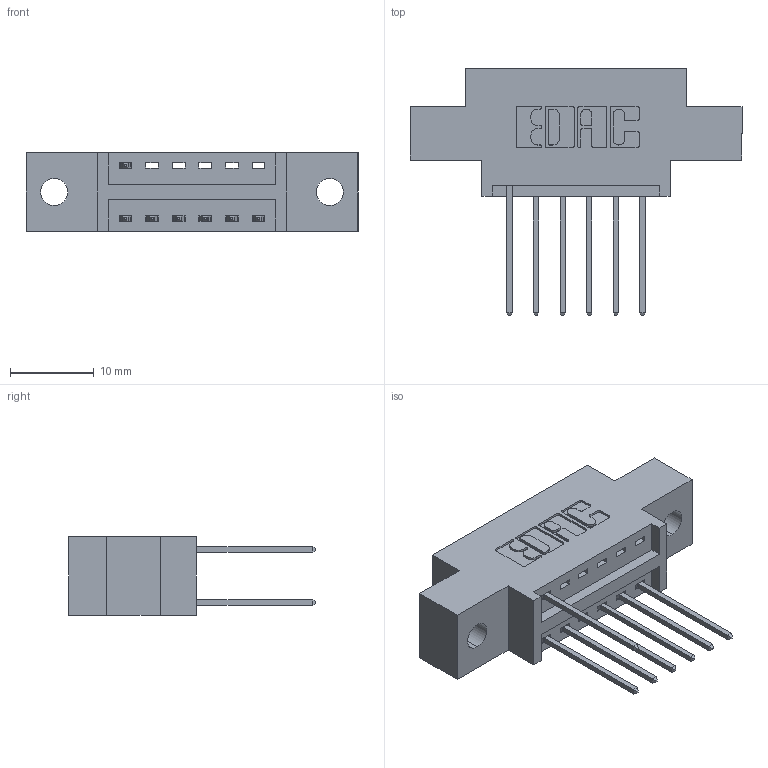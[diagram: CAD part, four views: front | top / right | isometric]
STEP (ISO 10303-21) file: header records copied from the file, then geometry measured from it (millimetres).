
FILE_DESCRIPTION (( 'STEP AP203' ), '1' );
FILE_NAME ('346-012-540-802.STEP', '2018-08-19T22:33:03', ( '' ), ( '' ), 'SwSTEP 2.0', 'SolidWorks 2016', '' );
FILE_SCHEMA (( 'CONFIG_CONTROL_DESIGN' ));
Length unit declared in the file: inch
Products named in the file (3): 345-292-001_345-293-140; 346-012-540-802; 346 Part_0.170 Offset - 0.128 Dia
Assembly tree (8 placements, depth 2):
  346-012-540-802
    346 Part_0.170 Offset - 0.128 Dia
    345-292-001_345-293-140  x7
Bounding box: 39.62 x 29.46 x 9.4 mm (x, y, z)
Volume: 3374.5 mm3; surface area: 3849 mm2
Topology: 8 solids, 8 shells, 520 faces, 1531 edges, 1010 vertices
Faces by surface type: plane 350, cylinder 170
Entity records: 8755 total; most frequent: CARTESIAN_POINT 1515, ORIENTED_EDGE 1454, DIRECTION 1381, EDGE_CURVE 727, VECTOR 571, LINE 571, VERTEX_POINT 482, AXIS2_PLACEMENT_3D 405
